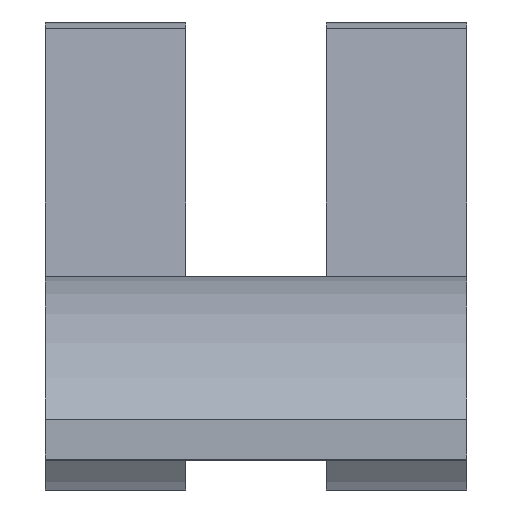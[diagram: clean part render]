
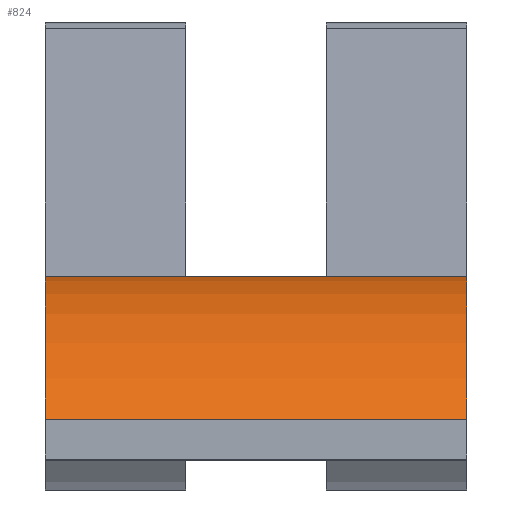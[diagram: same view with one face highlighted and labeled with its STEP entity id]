
A CAD part, top view. The second image highlights one B-rep face of the part: STEP entity #824.
In plain terms, the highlighted cylindrical face has radius 12.7 mm (diameter 25.4 mm), a partial arc.
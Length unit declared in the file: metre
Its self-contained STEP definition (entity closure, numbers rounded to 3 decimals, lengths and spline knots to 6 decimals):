
#15=CYLINDRICAL_SURFACE('',#888,0.0127);
#28=CIRCLE('',#852,0.0127);
#33=CIRCLE('',#861,0.0127);
#225=ORIENTED_EDGE('',*,*,#373,.T.);
#226=ORIENTED_EDGE('',*,*,#339,.T.);
#227=ORIENTED_EDGE('',*,*,#372,.F.);
#228=ORIENTED_EDGE('',*,*,#276,.F.);
#276=EDGE_CURVE('',#390,#391,#28,.T.);
#339=EDGE_CURVE('',#421,#448,#33,.T.);
#372=EDGE_CURVE('',#391,#448,#549,.T.);
#373=EDGE_CURVE('',#390,#421,#550,.T.);
#390=VERTEX_POINT('',#1133);
#391=VERTEX_POINT('',#1135);
#421=VERTEX_POINT('',#1237);
#448=VERTEX_POINT('',#1296);
#549=LINE('',#1394,#645);
#550=LINE('',#1396,#646);
#645=VECTOR('',#1075,1.);
#646=VECTOR('',#1078,1.);
#689=EDGE_LOOP('',(#225,#226,#227,#228));
#743=FACE_BOUND('',#689,.T.);
#824=ADVANCED_FACE('',(#743),#15,.T.);
#852=AXIS2_PLACEMENT_3D('',#1134,#918,#919);
#861=AXIS2_PLACEMENT_3D('',#1297,#992,#993);
#888=AXIS2_PLACEMENT_3D('',#1395,#1076,#1077);
#918=DIRECTION('',(1.,0.,0.));
#919=DIRECTION('',(0.,0.,-1.));
#992=DIRECTION('',(1.,0.,0.));
#993=DIRECTION('',(0.,0.,-1.));
#1075=DIRECTION('',(-1.,0.,0.));
#1076=DIRECTION('',(-1.,0.,0.));
#1077=DIRECTION('',(0.,0.,1.));
#1078=DIRECTION('',(-1.,0.,0.));
#1133=CARTESIAN_POINT('',(0.024958,0.030745,0.530415));
#1134=CARTESIAN_POINT('',(0.024958,0.018045,0.530415));
#1135=CARTESIAN_POINT('',(0.024958,0.025665,0.540575));
#1237=CARTESIAN_POINT('',(0.009958,0.030745,0.530415));
#1296=CARTESIAN_POINT('',(0.009958,0.025665,0.540575));
#1297=CARTESIAN_POINT('',(0.009958,0.018045,0.530415));
#1394=CARTESIAN_POINT('',(0.023038,0.025665,0.540575));
#1395=CARTESIAN_POINT('',(0.023038,0.018045,0.530415));
#1396=CARTESIAN_POINT('',(0.023038,0.030745,0.530415));
